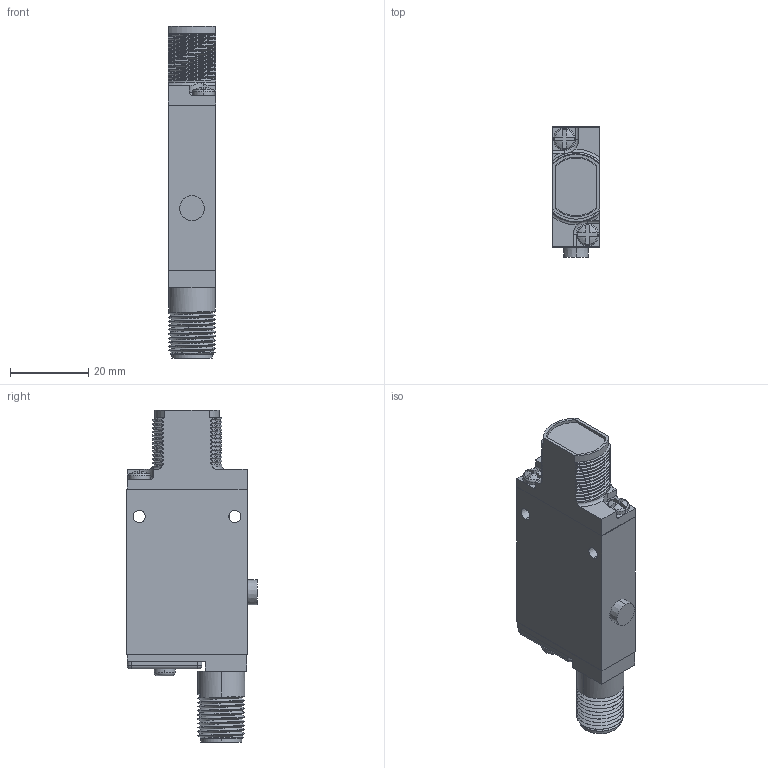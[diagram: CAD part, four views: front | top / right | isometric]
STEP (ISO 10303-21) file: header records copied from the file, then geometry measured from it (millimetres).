
FILE_DESCRIPTION((''),'2;1');
FILE_NAME('154468_SM01_ASM','2025-09-12T16:26:26',('banengservice'),('BANNER ENGINEERING'),'CREO PARAMETRIC BY PTC INC, 2022414','CREO PARAMETRIC BY PTC INC, 2022414','');
FILE_SCHEMA(('CONFIG_CONTROL_DESIGN'));
Length unit declared in the file: millimetre
Products named in the file (2): 154468_EP01; 154468_SM01_ASM
Assembly tree (1 placements, depth 2):
  154468_SM01_ASM
    154468_EP01
Bounding box: 12.09 x 33.32 x 84.69 mm (x, y, z)
Volume: 22839.1 mm3; surface area: 8006.4 mm2
Topology: 1 solids, 1 shells, 315 faces, 851 edges, 551 vertices
Faces by surface type: bspline 101, cylinder 91, plane 88, cone 15, torus 12, sphere 8
Entity records: 19825 total; most frequent: CARTESIAN_POINT 12569, ORIENTED_EDGE 1702, DIRECTION 1182, EDGE_CURVE 851, VERTEX_POINT 551, AXIS2_PLACEMENT_3D 412, VECTOR 358, LINE 358
